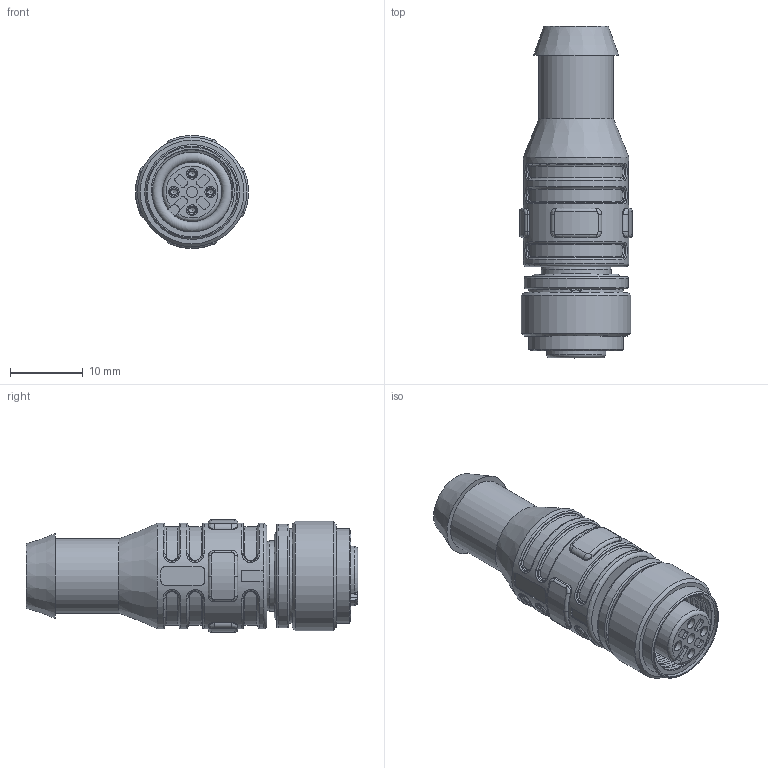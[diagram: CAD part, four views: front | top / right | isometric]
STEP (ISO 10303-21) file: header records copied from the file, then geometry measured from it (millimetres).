
FILE_DESCRIPTION(/* description */ (''),/* implementation_level */ '2;1');
FILE_NAME(/* name */ 'VK500425.stp',/* time_stamp */ '2016-10-12T09:05:26+02:00',/* author */ ('mitarbeiter'),/* organization */ (''),/* preprocessor_version */ 'ST-DEVELOPER v15.2',/* originating_system */ 'Autodesk Inventor 2014',/* authorisation */ '');
FILE_SCHEMA (('AUTOMOTIVE_DESIGN { 1 0 10303 214 3 1 1 }'));
Length unit declared in the file: millimetre
Products named in the file (13): Platine E044; Buchseneinsatz; Buchseneinsatz_SR; Steckbuchse; Rastring; Ueberwurfmutter; BG Ueberwurfmutter; BG_Sockel_kpl_WAKP2_S; WAK_LED_Umspritzung; O-Ring_7_D1_5_gedehnt; AL_WAK4P2_nur_Kopf; VK500425
Bounding box: 15.48 x 45.5 x 15.46 mm (x, y, z)
Volume: 6382.8 mm3; surface area: 6390.8 mm2
Topology: 11 solids, 11 shells, 954 faces, 2466 edges, 1592 vertices
Faces by surface type: cylinder 458, plane 321, bspline 73, torus 62, cone 40
Full cylindrical faces by diameter (mm): 1.1 x4, 1.15 x8, 1.3 x4, 1.5 x10, 1.6 x4, 1.65 x3, 1.675 x8, 1.8 x13, 1.9 x1, 2 x4, 2.1 x1, 2.9 x2, 7.075 x2, 8 x4, 9.5 x4, 9.6 x2, 9.8 x1, 10.2 x1, 10.95 x7, 12.3 x1, 12.5 x1, 13 x1, 13.2 x1, 14.25 x1, 14.5 x1, 15 x1
Entity records: 32517 total; most frequent: CARTESIAN_POINT 11731, DIRECTION 4610, ORIENTED_EDGE 4108, EDGE_CURVE 2054, AXIS2_PLACEMENT_3D 1940, VERTEX_POINT 1389, CIRCLE 1125, EDGE_LOOP 1019
